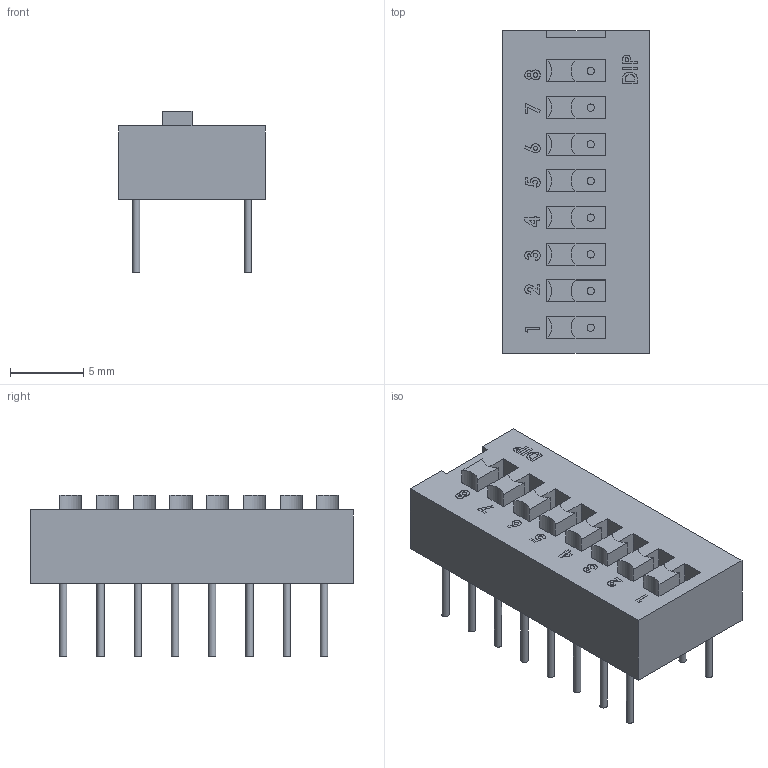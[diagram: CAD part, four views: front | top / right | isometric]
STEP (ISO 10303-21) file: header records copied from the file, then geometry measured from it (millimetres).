
FILE_DESCRIPTION(/* description */ (''),/* implementation_level */ '2;1');
FILE_NAME(/* name */ 'DIP Switch 8.step',/* time_stamp */ '2019-05-15T17:14:56-07:00',/* author */ (''),/* organization */ (''),/* preprocessor_version */ 'ST-DEVELOPER v18',/* originating_system */ 'Autodesk Translation Framework v8.2.0.1029',/* authorisation */ '');
FILE_SCHEMA (('AUTOMOTIVE_DESIGN { 1 0 10303 214 3 1 1 }'));
Length unit declared in the file: millimetre
Products named in the file (1): DIP Switch
Bounding box: 10 x 22 x 11 mm (x, y, z)
Volume: 1002.1 mm3; surface area: 1161.8 mm2
Topology: 1 solids, 1 shells, 294 faces, 726 edges, 484 vertices
Faces by surface type: plane 192, bspline 62, cylinder 40
Full cylindrical faces by diameter (mm): 0.5 x24
Entity records: 12203 total; most frequent: CARTESIAN_POINT 5167, ORIENTED_EDGE 1452, DIRECTION 1180, EDGE_CURVE 726, LINE 490, VECTOR 490, VERTEX_POINT 484, AXIS2_PLACEMENT_3D 345
